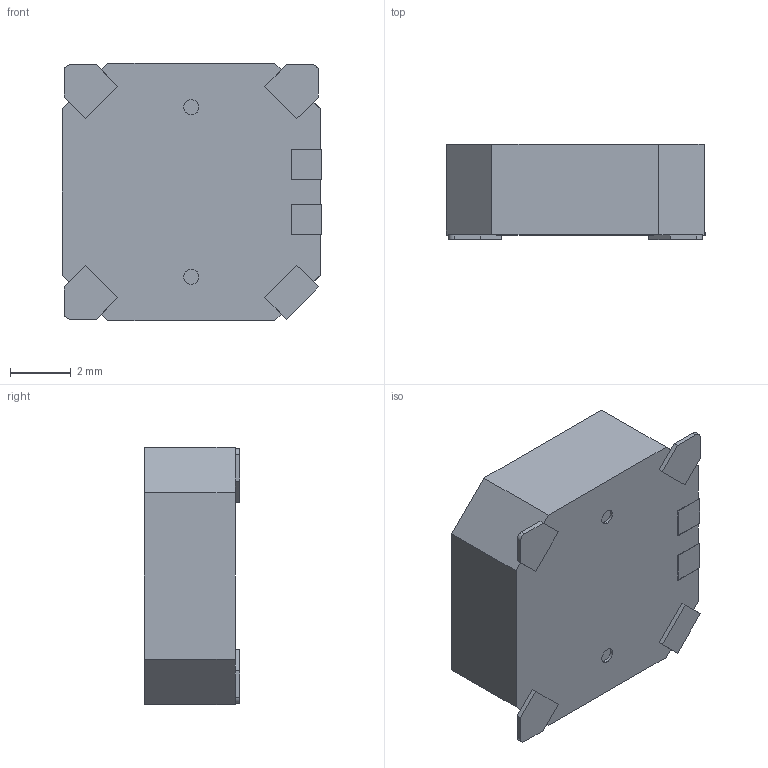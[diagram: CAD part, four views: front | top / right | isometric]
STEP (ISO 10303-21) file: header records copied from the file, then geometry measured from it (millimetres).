
FILE_DESCRIPTION (( 'STEP AP214' ), '1' );
FILE_NAME ('GSC8530YA-16R2700.STEP', '2022-06-09T21:22:00', ( '' ), ( '' ), 'SwSTEP 2.0', 'SolidWorks 2021', '' );
FILE_SCHEMA (( 'AUTOMOTIVE_DESIGN' ));
Length unit declared in the file: millimetre
Products named in the file (1): GSC8530YA-16R2700
Bounding box: 8.55 x 3.15 x 8.5 mm (x, y, z)
Volume: 96.1 mm3; surface area: 394.9 mm2
Topology: 1 solids, 1 shells, 94 faces, 250 edges, 164 vertices
Faces by surface type: plane 75, cylinder 19
Entity records: 3175 total; most frequent: CARTESIAN_POINT 509, ORIENTED_EDGE 500, DIRECTION 478, EDGE_CURVE 250, LINE 212, VECTOR 212, VERTEX_POINT 164, AXIS2_PLACEMENT_3D 133
